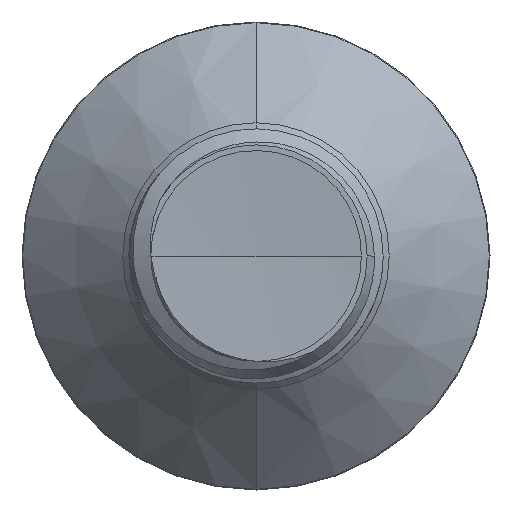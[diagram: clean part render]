
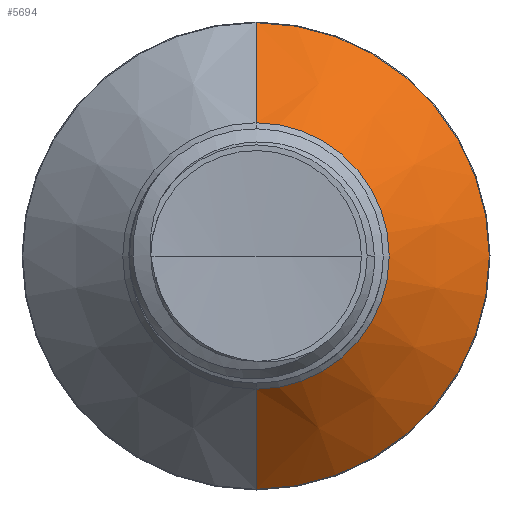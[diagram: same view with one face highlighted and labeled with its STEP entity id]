
A CAD part, front view. The second image highlights one B-rep face of the part: STEP entity #5694.
In plain terms, the highlighted conical face has half-angle 45 degrees and reference radius 2.619 mm.
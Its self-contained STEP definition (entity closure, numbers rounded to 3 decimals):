
#49 = DIRECTION ( 'NONE',  ( 0., 0., 1. ) ) ;
#342 = CARTESIAN_POINT ( 'NONE',  ( 0., 7.098, 4.586 ) ) ;
#940 = EDGE_CURVE ( 'NONE', #10670, #7728, #10693, .T. ) ;
#1175 = DIRECTION ( 'NONE',  ( 0., 0., 1. ) ) ;
#2223 = AXIS2_PLACEMENT_3D ( 'NONE', #12236, #10927, #49 ) ;
#2554 = CIRCLE ( 'NONE', #8116, 4.586 ) ;
#2961 = FACE_OUTER_BOUND ( 'NONE', #9016, .T. ) ;
#4158 = CARTESIAN_POINT ( 'NONE',  ( 0., 5.131, 2.619 ) ) ;
#4407 = CONICAL_SURFACE ( 'NONE', #2223, 2.619, 0.785 ) ;
#4740 = AXIS2_PLACEMENT_3D ( 'NONE', #17179, #9377, #1175 ) ;
#4991 = LINE ( 'NONE', #13352, #11874 ) ;
#5399 = EDGE_CURVE ( 'NONE', #7728, #11508, #2554, .T. ) ;
#5694 = ADVANCED_FACE ( 'NONE', ( #2961 ), #4407, .T. ) ;
#6638 = ORIENTED_EDGE ( 'NONE', *, *, #11867, .T. ) ;
#6764 = VERTEX_POINT ( 'NONE', #9618 ) ;
#7611 = DIRECTION ( 'NONE',  ( 0., 1., 0. ) ) ;
#7728 = VERTEX_POINT ( 'NONE', #342 ) ;
#8114 = DIRECTION ( 'NONE',  ( 0., 0.707, -0.707 ) ) ;
#8116 = AXIS2_PLACEMENT_3D ( 'NONE', #15498, #7611, #16822 ) ;
#9016 = EDGE_LOOP ( 'NONE', ( #6638, #10314, #13773, #17209 ) ) ;
#9377 = DIRECTION ( 'NONE',  ( 0., 1., 0. ) ) ;
#9618 = CARTESIAN_POINT ( 'NONE',  ( 0., 5.131, -2.619 ) ) ;
#10205 = DIRECTION ( 'NONE',  ( 0., 0.707, 0.707 ) ) ;
#10281 = VECTOR ( 'NONE', #10205, 1000. ) ;
#10314 = ORIENTED_EDGE ( 'NONE', *, *, #10973, .T. ) ;
#10670 = VERTEX_POINT ( 'NONE', #14492 ) ;
#10693 = LINE ( 'NONE', #4158, #10281 ) ;
#10927 = DIRECTION ( 'NONE',  ( 0., 1., 0. ) ) ;
#10973 = EDGE_CURVE ( 'NONE', #6764, #11508, #4991, .T. ) ;
#11042 = CIRCLE ( 'NONE', #4740, 2.619 ) ;
#11508 = VERTEX_POINT ( 'NONE', #16151 ) ;
#11867 = EDGE_CURVE ( 'NONE', #10670, #6764, #11042, .T. ) ;
#11874 = VECTOR ( 'NONE', #8114, 1000. ) ;
#12236 = CARTESIAN_POINT ( 'NONE',  ( 0., 5.131, 0. ) ) ;
#13352 = CARTESIAN_POINT ( 'NONE',  ( 0., 5.131, -2.619 ) ) ;
#13773 = ORIENTED_EDGE ( 'NONE', *, *, #5399, .F. ) ;
#14492 = CARTESIAN_POINT ( 'NONE',  ( 0., 5.131, 2.619 ) ) ;
#15498 = CARTESIAN_POINT ( 'NONE',  ( 0., 7.098, 0. ) ) ;
#16151 = CARTESIAN_POINT ( 'NONE',  ( 0., 7.098, -4.586 ) ) ;
#16822 = DIRECTION ( 'NONE',  ( 0., 0., 1. ) ) ;
#17179 = CARTESIAN_POINT ( 'NONE',  ( 0., 5.131, 0. ) ) ;
#17209 = ORIENTED_EDGE ( 'NONE', *, *, #940, .F. ) ;
